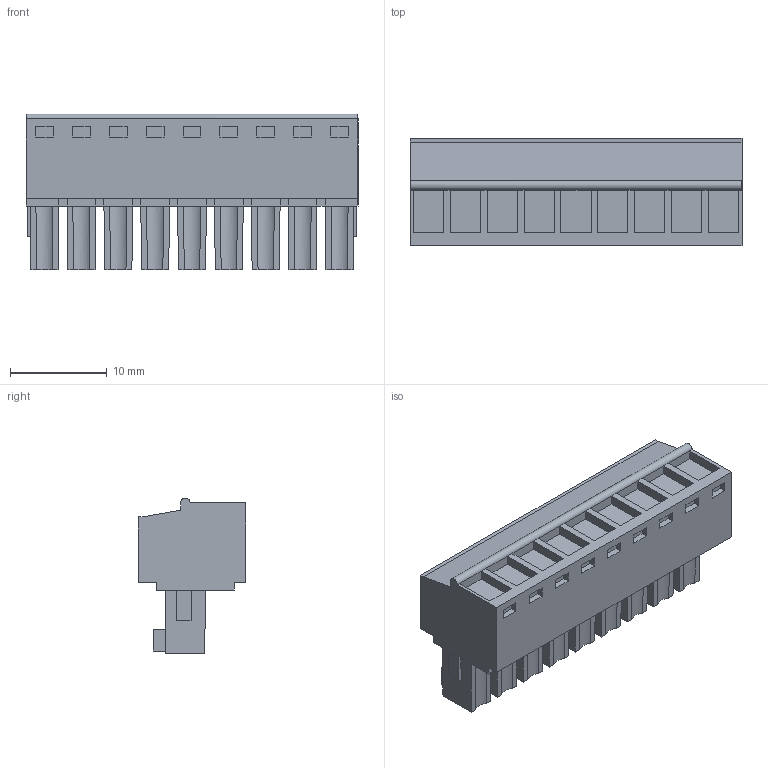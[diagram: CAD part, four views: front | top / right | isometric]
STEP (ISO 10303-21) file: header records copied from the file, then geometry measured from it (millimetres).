
FILE_DESCRIPTION(('CATIA V5 STEP','CAx-IF Rec.Pracs.--- Model Styling and Organization---1.2---2011-12-15'),'2;1');
FILE_NAME ('D1457984_0_1871390000_1871390000.stp','2017-04-14T12:57:36+00:00',('none'),('Weidmueller'),'CATIA Version 5-6 Release 2014','CATIA V5 STEP AP214','none');
FILE_SCHEMA(('AUTOMOTIVE_DESIGN { 1 0 10303 214 1 1 1 1 }'));
Length unit declared in the file: millimetre
Products named in the file (1): 1871390000
Bounding box: 34.29 x 11.1 x 16.1 mm (x, y, z)
Volume: 3515 mm3; surface area: 3249.3 mm2
Topology: 10 solids, 10 shells, 450 faces, 1129 edges, 744 vertices
Faces by surface type: plane 377, cylinder 73
Entity records: 12423 total; most frequent: CARTESIAN_POINT 2345, ORIENTED_EDGE 2258, DIRECTION 1658, EDGE_CURVE 1129, VECTOR 929, LINE 929, VERTEX_POINT 744, EDGE_LOOP 495
